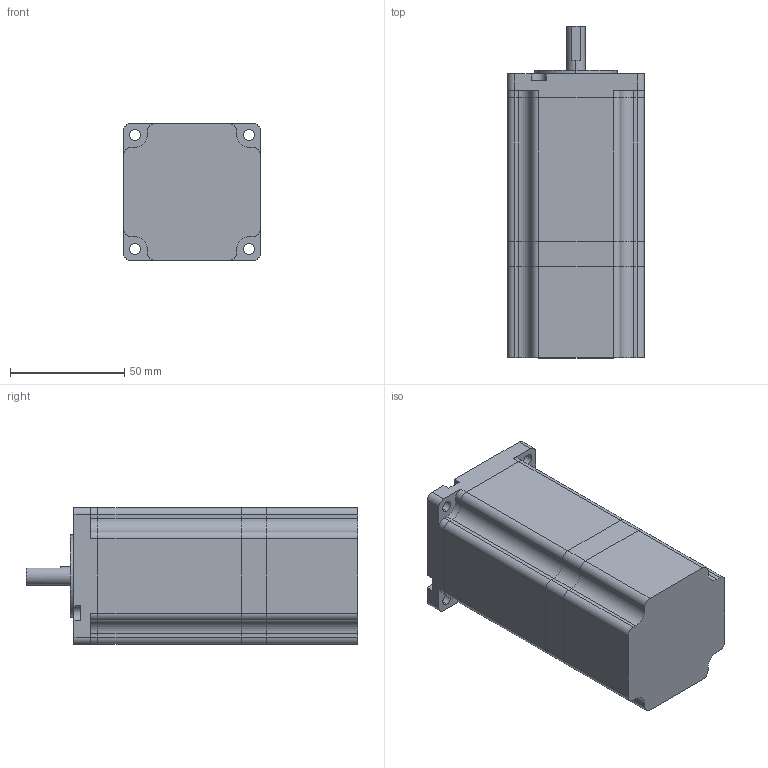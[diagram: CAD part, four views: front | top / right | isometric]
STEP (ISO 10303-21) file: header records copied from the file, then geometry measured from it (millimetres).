
FILE_DESCRIPTION (( 'STEP AP214' ), '1' );
FILE_NAME ('60HS86S404D0821-BZ.STEP', '2019-09-23T10:15:23', ( 'wimxt.com' ), ( 'wimxt.com' ), 'SwSTEP 2.0', 'SolidWorks 2014', '' );
FILE_SCHEMA (( 'AUTOMOTIVE_DESIGN' ));
Length unit declared in the file: millimetre
Products named in the file (5): 60A3价陬; 60A3傷裔; 60A3菁釱; 60A3隅赽; 60HS86S404D0821-BZ
Assembly tree (4 placements, depth 2):
  60HS86S404D0821-BZ
    60A3隅赽
    60A3菁釱
    60A3傷裔
    60A3价陬
Bounding box: 60 x 145.5 x 60 mm (x, y, z)
Volume: 218969.8 mm3; surface area: 69710.8 mm2
Topology: 4 solids, 4 shells, 272 faces, 754 edges, 503 vertices
Faces by surface type: plane 139, cylinder 133
Entity records: 9152 total; most frequent: DIRECTION 1589, CARTESIAN_POINT 1536, ORIENTED_EDGE 1508, EDGE_CURVE 754, AXIS2_PLACEMENT_3D 556, VERTEX_POINT 503, VECTOR 477, LINE 477
